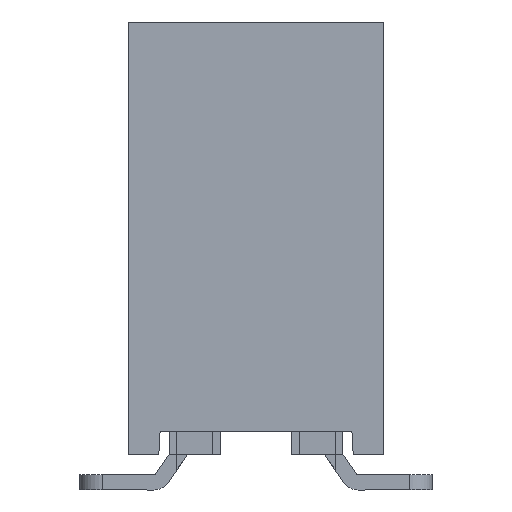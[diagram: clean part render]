
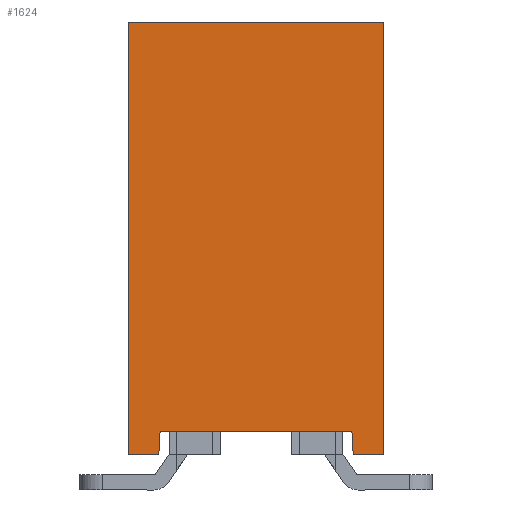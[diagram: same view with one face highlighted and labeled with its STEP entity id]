
A CAD part, left-side view. The second image highlights one B-rep face of the part: STEP entity #1624.
In plain terms, the highlighted planar face has unit normal (-1, 0, 0).
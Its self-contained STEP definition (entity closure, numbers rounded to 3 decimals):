
#56 = VERTEX_POINT('',#57);
#57 = CARTESIAN_POINT('',(-25.6,2.5,9.15));
#74 = VERTEX_POINT('',#75);
#75 = CARTESIAN_POINT('',(-25.6,-2.5,9.15));
#81 = EDGE_CURVE('',#74,#56,#82,.T.);
#82 = LINE('',#83,#84);
#83 = CARTESIAN_POINT('',(-25.6,-2.5,9.15));
#84 = VECTOR('',#85,1.);
#85 = DIRECTION('',(0.,1.,0.));
#1517 = EDGE_CURVE('',#1518,#56,#1520,.T.);
#1518 = VERTEX_POINT('',#1519);
#1519 = CARTESIAN_POINT('',(-25.6,2.5,0.7));
#1520 = LINE('',#1521,#1522);
#1521 = CARTESIAN_POINT('',(-25.6,2.5,0.7));
#1522 = VECTOR('',#1523,1.);
#1523 = DIRECTION('',(0.,0.,1.));
#1606 = EDGE_CURVE('',#1607,#74,#1609,.T.);
#1607 = VERTEX_POINT('',#1608);
#1608 = CARTESIAN_POINT('',(-25.6,-2.5,0.7));
#1609 = LINE('',#1610,#1611);
#1610 = CARTESIAN_POINT('',(-25.6,-2.5,0.7));
#1611 = VECTOR('',#1612,1.);
#1612 = DIRECTION('',(0.,0.,1.));
#1624 = ADVANCED_FACE('',(#1625),#1668,.T.);
#1625 = FACE_BOUND('',#1626,.T.);
#1626 = EDGE_LOOP('',(#1627,#1635,#1636,#1637,#1638,#1646,#1654,#1662));
#1627 = ORIENTED_EDGE('',*,*,#1628,.F.);
#1628 = EDGE_CURVE('',#1607,#1629,#1631,.T.);
#1629 = VERTEX_POINT('',#1630);
#1630 = CARTESIAN_POINT('',(-25.6,-1.9,0.7));
#1631 = LINE('',#1632,#1633);
#1632 = CARTESIAN_POINT('',(-25.6,-2.5,0.7));
#1633 = VECTOR('',#1634,1.);
#1634 = DIRECTION('',(0.,1.,0.));
#1635 = ORIENTED_EDGE('',*,*,#1606,.T.);
#1636 = ORIENTED_EDGE('',*,*,#81,.T.);
#1637 = ORIENTED_EDGE('',*,*,#1517,.F.);
#1638 = ORIENTED_EDGE('',*,*,#1639,.F.);
#1639 = EDGE_CURVE('',#1640,#1518,#1642,.T.);
#1640 = VERTEX_POINT('',#1641);
#1641 = CARTESIAN_POINT('',(-25.6,1.9,0.7));
#1642 = LINE('',#1643,#1644);
#1643 = CARTESIAN_POINT('',(-25.6,-2.5,0.7));
#1644 = VECTOR('',#1645,1.);
#1645 = DIRECTION('',(0.,1.,0.));
#1646 = ORIENTED_EDGE('',*,*,#1647,.T.);
#1647 = EDGE_CURVE('',#1640,#1648,#1650,.T.);
#1648 = VERTEX_POINT('',#1649);
#1649 = CARTESIAN_POINT('',(-25.6,1.875,1.15));
#1650 = LINE('',#1651,#1652);
#1651 = CARTESIAN_POINT('',(-25.6,1.881,1.047));
#1652 = VECTOR('',#1653,1.);
#1653 = DIRECTION('',(0.,-0.055,0.998));
#1654 = ORIENTED_EDGE('',*,*,#1655,.T.);
#1655 = EDGE_CURVE('',#1648,#1656,#1658,.T.);
#1656 = VERTEX_POINT('',#1657);
#1657 = CARTESIAN_POINT('',(-25.6,-1.875,1.15));
#1658 = LINE('',#1659,#1660);
#1659 = CARTESIAN_POINT('',(-25.6,-2.188,1.15));
#1660 = VECTOR('',#1661,1.);
#1661 = DIRECTION('',(0.,-1.,0.));
#1662 = ORIENTED_EDGE('',*,*,#1663,.T.);
#1663 = EDGE_CURVE('',#1656,#1629,#1664,.T.);
#1664 = LINE('',#1665,#1666);
#1665 = CARTESIAN_POINT('',(-25.6,-1.901,0.683));
#1666 = VECTOR('',#1667,1.);
#1667 = DIRECTION('',(-0.,-0.055,-0.998));
#1668 = PLANE('',#1669);
#1669 = AXIS2_PLACEMENT_3D('',#1670,#1671,#1672);
#1670 = CARTESIAN_POINT('',(-25.6,-2.5,0.7));
#1671 = DIRECTION('',(-1.,0.,0.));
#1672 = DIRECTION('',(0.,1.,0.));
